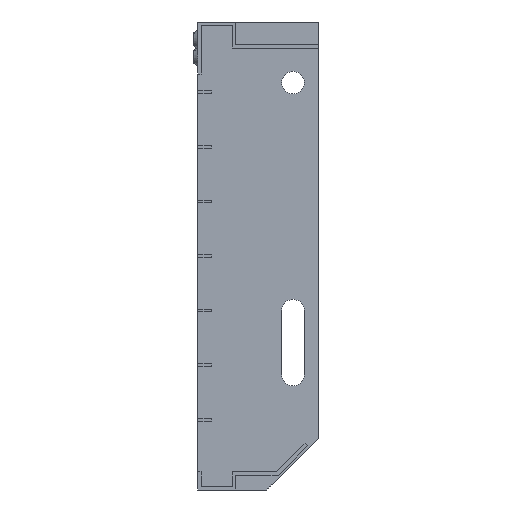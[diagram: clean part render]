
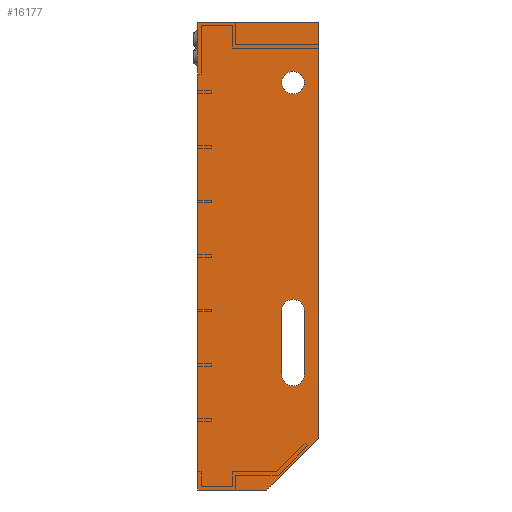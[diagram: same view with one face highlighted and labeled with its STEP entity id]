
A CAD part, left-side view. The second image highlights one B-rep face of the part: STEP entity #16177.
In plain terms, the highlighted planar face has unit normal (-1, 0, 0).
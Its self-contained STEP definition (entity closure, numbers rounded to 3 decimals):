
#97 = CARTESIAN_POINT ( 'NONE',  ( -400., 0., 0. ) ) ;
#331 = CARTESIAN_POINT ( 'NONE',  ( -400., 30., -270. ) ) ;
#635 = EDGE_CURVE ( 'NONE', #22087, #24656, #29638, .T. ) ;
#922 = ORIENTED_EDGE ( 'NONE', *, *, #635, .F. ) ;
#954 = ORIENTED_EDGE ( 'NONE', *, *, #15492, .T. ) ;
#1619 = LINE ( 'NONE', #23033, #8484 ) ;
#2147 = EDGE_LOOP ( 'NONE', ( #28308, #922, #26855, #7878, #9334 ) ) ;
#2262 = ORIENTED_EDGE ( 'NONE', *, *, #5051, .T. ) ;
#2580 = VERTEX_POINT ( 'NONE', #24602 ) ;
#2986 = DIRECTION ( 'NONE',  ( 0., 0., -1. ) ) ;
#3143 = VERTEX_POINT ( 'NONE', #13621 ) ;
#3655 = EDGE_LOOP ( 'NONE', ( #2262, #12613, #7981, #954, #8165 ) ) ;
#3732 = EDGE_CURVE ( 'NONE', #3143, #29280, #27717, .T. ) ;
#4270 = EDGE_CURVE ( 'NONE', #24829, #22087, #18310, .T. ) ;
#4481 = FACE_BOUND ( 'NONE', #15425, .T. ) ;
#4822 = DIRECTION ( 'NONE',  ( 0., 0., -1. ) ) ;
#5049 = CARTESIAN_POINT ( 'NONE',  ( -400., 70., 0. ) ) ;
#5051 = EDGE_CURVE ( 'NONE', #24261, #8012, #1619, .T. ) ;
#5060 = CIRCLE ( 'NONE', #26603, 6.5 ) ;
#5588 = DIRECTION ( 'NONE',  ( 0., 0., -1. ) ) ;
#5842 = EDGE_CURVE ( 'NONE', #29280, #3143, #23706, .T. ) ;
#6759 = CARTESIAN_POINT ( 'NONE',  ( -400., 0., -240. ) ) ;
#7098 = CARTESIAN_POINT ( 'NONE',  ( -400., 70., -270. ) ) ;
#7467 = AXIS2_PLACEMENT_3D ( 'NONE', #13991, #28627, #5588 ) ;
#7878 = ORIENTED_EDGE ( 'NONE', *, *, #17595, .F. ) ;
#7981 = ORIENTED_EDGE ( 'NONE', *, *, #13846, .T. ) ;
#8012 = VERTEX_POINT ( 'NONE', #26612 ) ;
#8165 = ORIENTED_EDGE ( 'NONE', *, *, #19397, .T. ) ;
#8448 = PLANE ( 'NONE',  #21678 ) ;
#8484 = VECTOR ( 'NONE', #4822, 1000. ) ;
#8687 = DIRECTION ( 'NONE',  ( 0., 0., -1. ) ) ;
#8761 = DIRECTION ( 'NONE',  ( 0., 0., 1. ) ) ;
#9016 = CARTESIAN_POINT ( 'NONE',  ( -400., 0., 0. ) ) ;
#9133 = VERTEX_POINT ( 'NONE', #6759 ) ;
#9334 = ORIENTED_EDGE ( 'NONE', *, *, #15731, .F. ) ;
#9403 = CIRCLE ( 'NONE', #7467, 6.5 ) ;
#9593 = EDGE_CURVE ( 'NONE', #8012, #15249, #9403, .T. ) ;
#9841 = CARTESIAN_POINT ( 'NONE',  ( -400., 8.5, -166.5 ) ) ;
#10075 = AXIS2_PLACEMENT_3D ( 'NONE', #14920, #15200, #26614 ) ;
#10121 = CARTESIAN_POINT ( 'NONE',  ( -400., 15., -28.5 ) ) ;
#10136 = CARTESIAN_POINT ( 'NONE',  ( -400., 15., -210. ) ) ;
#10569 = VERTEX_POINT ( 'NONE', #18348 ) ;
#10858 = DIRECTION ( 'NONE',  ( 0., 1., 0. ) ) ;
#11297 = CARTESIAN_POINT ( 'NONE',  ( -400., 15., -35. ) ) ;
#11747 = ORIENTED_EDGE ( 'NONE', *, *, #3732, .T. ) ;
#11922 = DIRECTION ( 'NONE',  ( 1., 0., 0. ) ) ;
#12185 = CIRCLE ( 'NONE', #10075, 6.5 ) ;
#12343 = DIRECTION ( 'NONE',  ( 0., 0., -1. ) ) ;
#12399 = AXIS2_PLACEMENT_3D ( 'NONE', #21264, #28510, #12343 ) ;
#12579 = VERTEX_POINT ( 'NONE', #331 ) ;
#12613 = ORIENTED_EDGE ( 'NONE', *, *, #9593, .T. ) ;
#12847 = VECTOR ( 'NONE', #15618, 1000. ) ;
#13621 = CARTESIAN_POINT ( 'NONE',  ( -400., 15., -41.5 ) ) ;
#13846 = EDGE_CURVE ( 'NONE', #15249, #10569, #12185, .T. ) ;
#13991 = CARTESIAN_POINT ( 'NONE',  ( -400., 15., -203.5 ) ) ;
#14286 = VECTOR ( 'NONE', #25021, 1000. ) ;
#14920 = CARTESIAN_POINT ( 'NONE',  ( -400., 15., -203.5 ) ) ;
#15200 = DIRECTION ( 'NONE',  ( 1., 0., 0. ) ) ;
#15249 = VERTEX_POINT ( 'NONE', #10136 ) ;
#15425 = EDGE_LOOP ( 'NONE', ( #11747, #28206 ) ) ;
#15492 = EDGE_CURVE ( 'NONE', #10569, #2580, #26659, .T. ) ;
#15592 = DIRECTION ( 'NONE',  ( 0., 0.707, -0.707 ) ) ;
#15618 = DIRECTION ( 'NONE',  ( 0., 0., 1. ) ) ;
#15731 = EDGE_CURVE ( 'NONE', #9133, #12579, #23330, .T. ) ;
#15867 = CARTESIAN_POINT ( 'NONE',  ( -400., 21.5, -203.5 ) ) ;
#16177 = ADVANCED_FACE ( 'NONE', ( #20764, #4481, #21145 ), #8448, .F. ) ;
#16834 = VECTOR ( 'NONE', #15592, 1000. ) ;
#16837 = CARTESIAN_POINT ( 'NONE',  ( -400., 0., -240. ) ) ;
#17595 = EDGE_CURVE ( 'NONE', #12579, #24829, #17795, .T. ) ;
#17795 = LINE ( 'NONE', #26834, #27995 ) ;
#18072 = DIRECTION ( 'NONE',  ( 1., 0., 0. ) ) ;
#18196 = DIRECTION ( 'NONE',  ( 1., 0., 0. ) ) ;
#18310 = LINE ( 'NONE', #27009, #12847 ) ;
#18348 = CARTESIAN_POINT ( 'NONE',  ( -400., 21.5, -203.5 ) ) ;
#19035 = EDGE_CURVE ( 'NONE', #24656, #9133, #27911, .T. ) ;
#19397 = EDGE_CURVE ( 'NONE', #2580, #24261, #5060, .T. ) ;
#20764 = FACE_BOUND ( 'NONE', #3655, .T. ) ;
#21145 = FACE_OUTER_BOUND ( 'NONE', #2147, .T. ) ;
#21264 = CARTESIAN_POINT ( 'NONE',  ( -400., 15., -35. ) ) ;
#21350 = CARTESIAN_POINT ( 'NONE',  ( -400., 15., -166.5 ) ) ;
#21678 = AXIS2_PLACEMENT_3D ( 'NONE', #24579, #18072, #8761 ) ;
#22063 = AXIS2_PLACEMENT_3D ( 'NONE', #11297, #18196, #8687 ) ;
#22087 = VERTEX_POINT ( 'NONE', #5049 ) ;
#22384 = CARTESIAN_POINT ( 'NONE',  ( -400., 30., -270. ) ) ;
#23033 = CARTESIAN_POINT ( 'NONE',  ( -400., 8.5, -166.5 ) ) ;
#23330 = LINE ( 'NONE', #22384, #16834 ) ;
#23495 = DIRECTION ( 'NONE',  ( 0., 0., -1. ) ) ;
#23706 = CIRCLE ( 'NONE', #12399, 6.5 ) ;
#24261 = VERTEX_POINT ( 'NONE', #9841 ) ;
#24579 = CARTESIAN_POINT ( 'NONE',  ( -400., 0., 0. ) ) ;
#24602 = CARTESIAN_POINT ( 'NONE',  ( -400., 21.5, -166.5 ) ) ;
#24656 = VERTEX_POINT ( 'NONE', #9016 ) ;
#24829 = VERTEX_POINT ( 'NONE', #7098 ) ;
#25021 = DIRECTION ( 'NONE',  ( 0., 0., 1. ) ) ;
#25534 = DIRECTION ( 'NONE',  ( 0., -1., 0. ) ) ;
#25676 = VECTOR ( 'NONE', #25534, 1000. ) ;
#26603 = AXIS2_PLACEMENT_3D ( 'NONE', #21350, #11922, #23495 ) ;
#26612 = CARTESIAN_POINT ( 'NONE',  ( -400., 8.5, -203.5 ) ) ;
#26614 = DIRECTION ( 'NONE',  ( 0., 0., -1. ) ) ;
#26659 = LINE ( 'NONE', #15867, #14286 ) ;
#26834 = CARTESIAN_POINT ( 'NONE',  ( -400., 70., -270. ) ) ;
#26855 = ORIENTED_EDGE ( 'NONE', *, *, #4270, .F. ) ;
#27009 = CARTESIAN_POINT ( 'NONE',  ( -400., 70., 0. ) ) ;
#27717 = CIRCLE ( 'NONE', #22063, 6.5 ) ;
#27911 = LINE ( 'NONE', #16837, #28303 ) ;
#27995 = VECTOR ( 'NONE', #10858, 1000. ) ;
#28206 = ORIENTED_EDGE ( 'NONE', *, *, #5842, .T. ) ;
#28303 = VECTOR ( 'NONE', #2986, 1000. ) ;
#28308 = ORIENTED_EDGE ( 'NONE', *, *, #19035, .F. ) ;
#28510 = DIRECTION ( 'NONE',  ( 1., 0., 0. ) ) ;
#28627 = DIRECTION ( 'NONE',  ( 1., 0., 0. ) ) ;
#29280 = VERTEX_POINT ( 'NONE', #10121 ) ;
#29638 = LINE ( 'NONE', #97, #25676 ) ;
